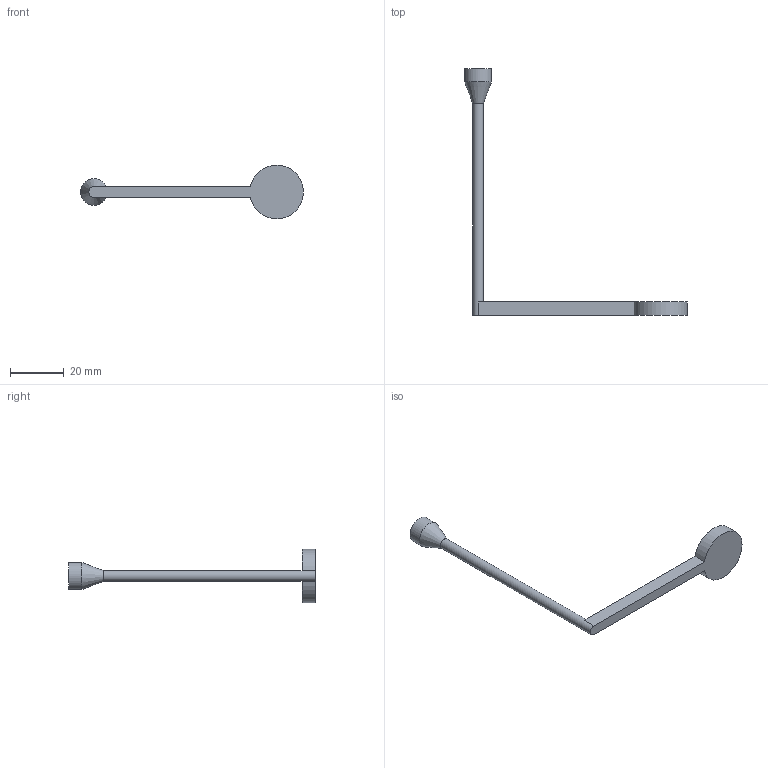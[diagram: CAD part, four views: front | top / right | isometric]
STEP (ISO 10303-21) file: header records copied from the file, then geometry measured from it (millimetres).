
FILE_DESCRIPTION(/* description */ (''),/* implementation_level */ '2;1');
FILE_NAME(/* name */ 'Pendulum v3.step',/* time_stamp */ '2017-12-15T21:27:07-05:00',/* author */ ('fitzgerald.sean.t'),/* organization */ (''),/* preprocessor_version */ 'ST-DEVELOPER v16.13',/* originating_system */ 'Autodesk Translation Framework v6.5.0.72',/* authorisation */ '');
FILE_SCHEMA (('AUTOMOTIVE_DESIGN { 1 0 10303 214 3 1 1 }'));
Length unit declared in the file: millimetre
Products named in the file (1): Pendulum
Bounding box: 83 x 92 x 20 mm (x, y, z)
Volume: 4352.9 mm3; surface area: 3415.8 mm2
Topology: 1 solids, 1 shells, 12 faces, 25 edges, 16 vertices
Faces by surface type: plane 7, cylinder 4, cone 1
Full cylindrical faces by diameter (mm): 4 x1, 10 x1
Entity records: 356 total; most frequent: DIRECTION 61, CARTESIAN_POINT 54, ORIENTED_EDGE 50, EDGE_CURVE 25, AXIS2_PLACEMENT_3D 23, VERTEX_POINT 16, LINE 15, VECTOR 15
